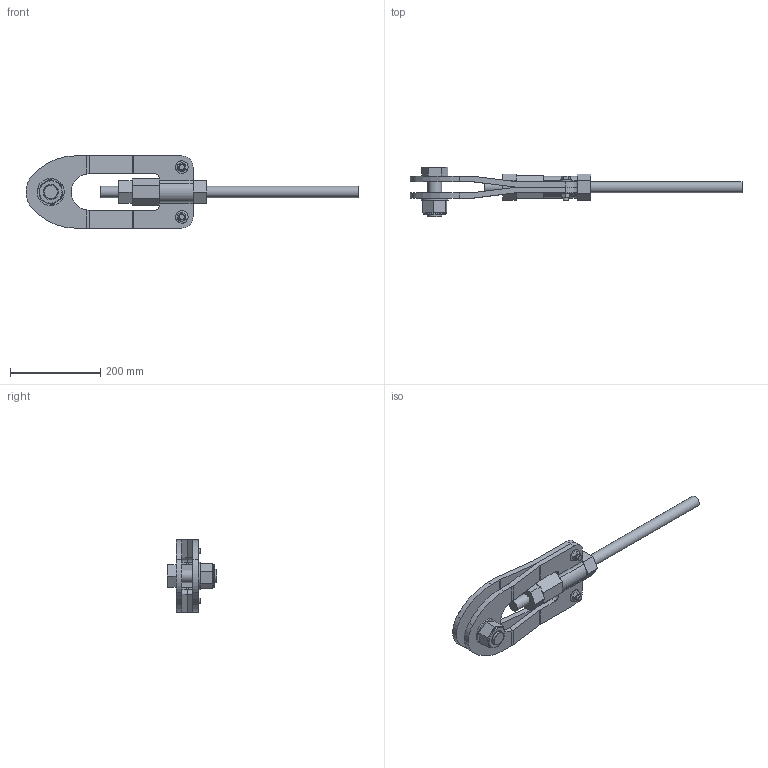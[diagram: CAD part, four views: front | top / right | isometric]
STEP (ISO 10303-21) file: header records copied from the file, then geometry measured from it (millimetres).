
FILE_DESCRIPTION (( 'STEP AP214' ), '1' );
FILE_NAME ('DB25EC.STEP', '2017-03-09T00:07:51', ( 'user' ), ( 'Hewlett-Packard Company' ), 'SwSTEP 2.0', 'SolidWorks 2015', '' );
FILE_SCHEMA (( 'AUTOMOTIVE_DESIGN' ));
Length unit declared in the file: millimetre
Products named in the file (11): DB25-NUT; DB25-HALF NUT; DB25; BOLT_M30X90; WASHER_M12; BOLT_M12x45; NUT_M12-FLANGED; NUT_M30-NYLOC; WASHER_M30; DB25EC
Assembly tree (15 placements, depth 2):
  DB25EC
    DB25EC  x2
    DB25-NUT
    DB25-HALF NUT  x2
    DB25
    BOLT_M30X90
    WASHER_M12  x2
    BOLT_M12x45  x2
    NUT_M12-FLANGED  x2
    NUT_M30-NYLOC
    WASHER_M30
Bounding box: 734.83 x 110 x 160 mm (x, y, z)
Volume: 1613911.7 mm3; surface area: 329593.5 mm2
Topology: 16 solids, 16 shells, 302 faces, 729 edges, 459 vertices
Faces by surface type: plane 124, cylinder 114, bspline 48, torus 14, cone 2
Full cylindrical faces by diameter (mm): 12 x4, 14 x6, 24 x2, 25 x4, 28 x2, 30 x3, 32 x2, 34 x3, 50 x1, 60 x1
Entity records: 9131 total; most frequent: CARTESIAN_POINT 4392, ORIENTED_EDGE 912, DIRECTION 760, EDGE_CURVE 456, VERTEX_POINT 298, AXIS2_PLACEMENT_3D 278, EDGE_LOOP 254, FACE_OUTER_BOUND 230
